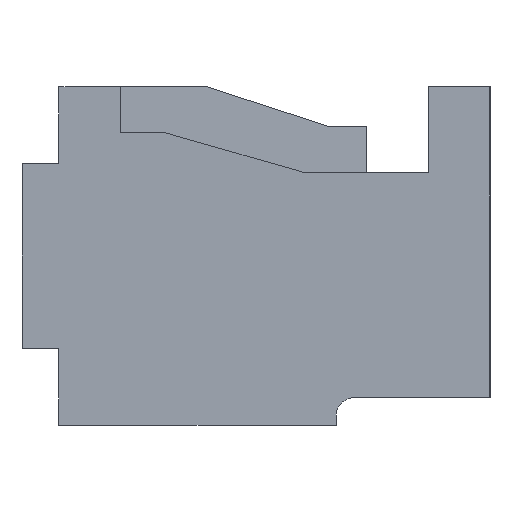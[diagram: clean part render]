
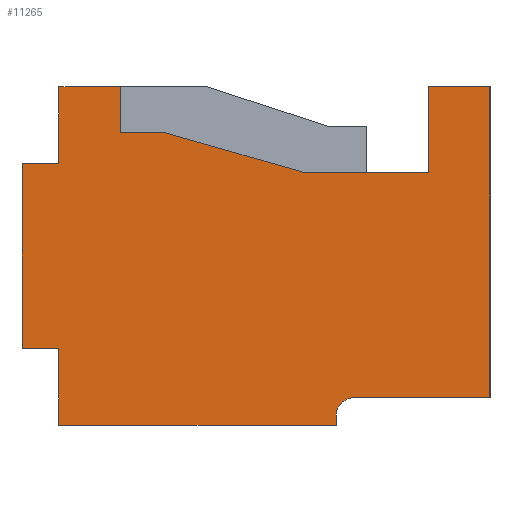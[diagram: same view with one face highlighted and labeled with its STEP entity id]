
A CAD part, left-side view. The second image highlights one B-rep face of the part: STEP entity #11265.
In plain terms, the highlighted planar face has unit normal (-1, 0, 0).
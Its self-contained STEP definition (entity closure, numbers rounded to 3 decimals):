
#13=DIRECTION('',(0.,-1.,0.));
#14=VECTOR('',#13,2.25);
#15=CARTESIAN_POINT('',(-13.2,1.6,-1.375));
#16=LINE('',#15,#14);
#17=DIRECTION('',(0.,0.,1.));
#18=VECTOR('',#17,0.075);
#19=CARTESIAN_POINT('',(-13.2,-0.65,-1.375));
#20=LINE('',#19,#18);
#21=DIRECTION('',(0.,0.,1.));
#22=VECTOR('',#21,0.625);
#23=CARTESIAN_POINT('',(-13.2,1.6,-1.375));
#24=LINE('',#23,#22);
#25=DIRECTION('',(0.,-1.,0.));
#26=VECTOR('',#25,0.3);
#27=CARTESIAN_POINT('',(-13.2,1.9,-0.75));
#28=LINE('',#27,#26);
#29=DIRECTION('',(0.,0.,1.));
#30=VECTOR('',#29,1.5);
#31=CARTESIAN_POINT('',(-13.2,1.9,-0.75));
#32=LINE('',#31,#30);
#33=DIRECTION('',(0.,-1.,0.));
#34=VECTOR('',#33,0.3);
#35=CARTESIAN_POINT('',(-13.2,1.9,0.75));
#36=LINE('',#35,#34);
#37=DIRECTION('',(0.,0.,-1.));
#38=VECTOR('',#37,0.625);
#39=CARTESIAN_POINT('',(-13.2,1.6,1.375));
#40=LINE('',#39,#38);
#41=DIRECTION('',(0.,0.,-1.));
#42=VECTOR('',#41,0.375);
#43=CARTESIAN_POINT('',(-13.2,1.1,1.375));
#44=LINE('',#43,#42);
#45=DIRECTION('',(0.,1.,0.));
#46=VECTOR('',#45,0.367);
#47=CARTESIAN_POINT('',(-13.2,0.733,1.));
#48=LINE('',#47,#46);
#49=DIRECTION('',(0.,0.961,0.276));
#50=VECTOR('',#49,1.179);
#51=CARTESIAN_POINT('',(-13.2,-0.4,0.675));
#52=LINE('',#51,#50);
#53=DIRECTION('',(0.,1.,0.));
#54=VECTOR('',#53,1.);
#55=CARTESIAN_POINT('',(-13.2,-1.4,0.675));
#56=LINE('',#55,#54);
#57=DIRECTION('',(0.,0.,-1.));
#58=VECTOR('',#57,0.7);
#59=CARTESIAN_POINT('',(-13.2,-1.4,1.375));
#60=LINE('',#59,#58);
#61=DIRECTION('',(0.,1.,0.));
#62=VECTOR('',#61,1.1);
#63=CARTESIAN_POINT('',(-13.2,-1.9,-1.15));
#64=LINE('',#63,#62);
#65=CARTESIAN_POINT('',(-13.2,-0.8,-1.3));
#66=DIRECTION('',(1.,0.,0.));
#67=DIRECTION('',(0.,1.,0.));
#68=AXIS2_PLACEMENT_3D('',#65,#66,#67);
#1699=DIRECTION('',(0.,0.,1.));
#1700=VECTOR('',#1699,2.525);
#1701=CARTESIAN_POINT('',(-13.2,-1.9,-1.15));
#1702=LINE('',#1701,#1700);
#1783=DIRECTION('',(0.,-1.,0.));
#1784=VECTOR('',#1783,0.5);
#1785=CARTESIAN_POINT('',(-13.2,1.6,1.375));
#1786=LINE('',#1785,#1784);
#2203=DIRECTION('',(0.,-1.,0.));
#2204=VECTOR('',#2203,0.5);
#2205=CARTESIAN_POINT('',(-13.2,-1.4,1.375));
#2206=LINE('',#2205,#2204);
#8423=CARTESIAN_POINT('',(-13.2,-1.9,1.375));
#8425=VERTEX_POINT('',#8423);
#8427=CARTESIAN_POINT('',(-13.2,1.6,-1.375));
#8429=VERTEX_POINT('',#8427);
#8431=CARTESIAN_POINT('',(-13.2,1.6,1.375));
#8433=VERTEX_POINT('',#8431);
#8435=CARTESIAN_POINT('',(-13.2,1.6,0.75));
#8436=VERTEX_POINT('',#8435);
#8437=CARTESIAN_POINT('',(-13.2,1.9,0.75));
#8438=VERTEX_POINT('',#8437);
#8439=CARTESIAN_POINT('',(-13.2,1.9,-0.75));
#8440=CARTESIAN_POINT('',(-13.2,1.6,-0.75));
#8441=VERTEX_POINT('',#8439);
#8442=VERTEX_POINT('',#8440);
#8521=CARTESIAN_POINT('',(-13.2,-1.4,1.375));
#8522=CARTESIAN_POINT('',(-13.2,-1.4,0.675));
#8523=VERTEX_POINT('',#8521);
#8524=VERTEX_POINT('',#8522);
#8525=CARTESIAN_POINT('',(-13.2,-0.4,0.675));
#8526=VERTEX_POINT('',#8525);
#8527=CARTESIAN_POINT('',(-13.2,0.733,1.));
#8528=VERTEX_POINT('',#8527);
#8529=CARTESIAN_POINT('',(-13.2,1.1,1.));
#8530=VERTEX_POINT('',#8529);
#8531=CARTESIAN_POINT('',(-13.2,1.1,1.375));
#8532=VERTEX_POINT('',#8531);
#10659=CARTESIAN_POINT('',(-13.2,-0.65,-1.375));
#10661=VERTEX_POINT('',#10659);
#10663=CARTESIAN_POINT('',(-13.2,-0.65,-1.3));
#10664=VERTEX_POINT('',#10663);
#10665=CARTESIAN_POINT('',(-13.2,-0.8,-1.15));
#10666=VERTEX_POINT('',#10665);
#10667=CARTESIAN_POINT('',(-13.2,-1.9,-1.15));
#10668=VERTEX_POINT('',#10667);
#11226=CARTESIAN_POINT('',(-13.2,1.9,-1.375));
#11227=DIRECTION('',(-1.,0.,0.));
#11228=DIRECTION('',(0.,-1.,0.));
#11229=AXIS2_PLACEMENT_3D('',#11226,#11227,#11228);
#11230=PLANE('',#11229);
#11231=ORIENTED_EDGE('',*,*,#11217,.F.);
#11232=ORIENTED_EDGE('',*,*,#11206,.F.);
#11234=ORIENTED_EDGE('',*,*,#11233,.T.);
#11236=ORIENTED_EDGE('',*,*,#11235,.F.);
#11238=ORIENTED_EDGE('',*,*,#11237,.T.);
#11240=ORIENTED_EDGE('',*,*,#11239,.T.);
#11242=ORIENTED_EDGE('',*,*,#11241,.F.);
#11244=ORIENTED_EDGE('',*,*,#11243,.T.);
#11246=ORIENTED_EDGE('',*,*,#11245,.T.);
#11248=ORIENTED_EDGE('',*,*,#11247,.F.);
#11250=ORIENTED_EDGE('',*,*,#11249,.F.);
#11252=ORIENTED_EDGE('',*,*,#11251,.F.);
#11254=ORIENTED_EDGE('',*,*,#11253,.F.);
#11256=ORIENTED_EDGE('',*,*,#11255,.T.);
#11258=ORIENTED_EDGE('',*,*,#11257,.F.);
#11260=ORIENTED_EDGE('',*,*,#11259,.T.);
#11262=ORIENTED_EDGE('',*,*,#11261,.F.);
#11263=EDGE_LOOP('',(#11231,#11232,#11234,#11236,#11238,#11240,#11242,#11244,
#11246,#11248,#11250,#11252,#11254,#11256,#11258,#11260,#11262));
#11264=FACE_OUTER_BOUND('',#11263,.F.);
#11265=ADVANCED_FACE('',(#11264),#11230,.T.);
#69=CIRCLE('',#68,0.15);
#11206=EDGE_CURVE('',#8429,#10661,#16,.T.);
#11217=EDGE_CURVE('',#10661,#10664,#20,.T.);
#11233=EDGE_CURVE('',#8429,#8442,#24,.T.);
#11235=EDGE_CURVE('',#8441,#8442,#28,.T.);
#11237=EDGE_CURVE('',#8441,#8438,#32,.T.);
#11239=EDGE_CURVE('',#8438,#8436,#36,.T.);
#11241=EDGE_CURVE('',#8433,#8436,#40,.T.);
#11243=EDGE_CURVE('',#8433,#8532,#1786,.T.);
#11245=EDGE_CURVE('',#8532,#8530,#44,.T.);
#11247=EDGE_CURVE('',#8528,#8530,#48,.T.);
#11249=EDGE_CURVE('',#8526,#8528,#52,.T.);
#11251=EDGE_CURVE('',#8524,#8526,#56,.T.);
#11253=EDGE_CURVE('',#8523,#8524,#60,.T.);
#11255=EDGE_CURVE('',#8523,#8425,#2206,.T.);
#11257=EDGE_CURVE('',#10668,#8425,#1702,.T.);
#11259=EDGE_CURVE('',#10668,#10666,#64,.T.);
#11261=EDGE_CURVE('',#10664,#10666,#69,.T.);
